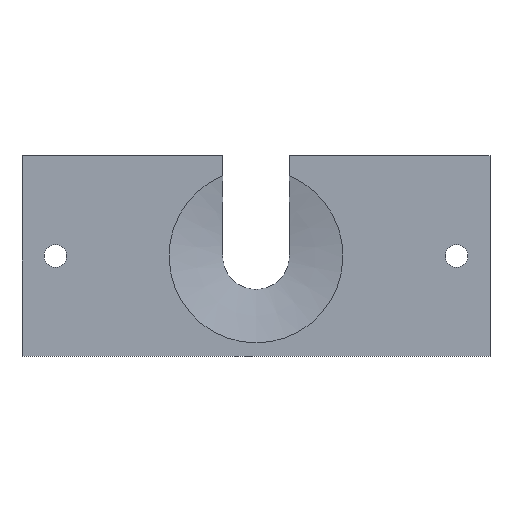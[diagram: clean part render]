
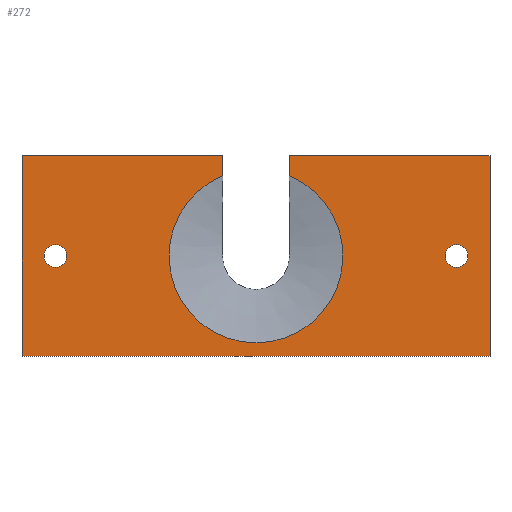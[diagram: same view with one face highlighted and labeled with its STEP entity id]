
A CAD part, top view. The second image highlights one B-rep face of the part: STEP entity #272.
In plain terms, the highlighted planar face has unit normal (0, 0, 1).
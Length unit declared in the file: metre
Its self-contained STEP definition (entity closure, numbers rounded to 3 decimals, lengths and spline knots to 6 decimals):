
#13=PLANE('',#304);
#29=LINE('',#432,#55);
#30=LINE('',#434,#56);
#31=LINE('',#436,#57);
#32=LINE('',#438,#58);
#33=LINE('',#440,#59);
#34=LINE('',#442,#60);
#35=LINE('',#444,#61);
#55=VECTOR('',#347,1.);
#56=VECTOR('',#348,1.);
#57=VECTOR('',#349,1.);
#58=VECTOR('',#350,1.);
#59=VECTOR('',#351,1.);
#60=VECTOR('',#352,1.);
#61=VECTOR('',#353,1.);
#89=ORIENTED_EDGE('',*,*,#161,.T.);
#90=ORIENTED_EDGE('',*,*,#162,.T.);
#91=ORIENTED_EDGE('',*,*,#163,.T.);
#92=ORIENTED_EDGE('',*,*,#155,.T.);
#93=ORIENTED_EDGE('',*,*,#164,.T.);
#94=ORIENTED_EDGE('',*,*,#165,.T.);
#95=ORIENTED_EDGE('',*,*,#166,.T.);
#96=ORIENTED_EDGE('',*,*,#167,.T.);
#97=ORIENTED_EDGE('',*,*,#168,.T.);
#98=ORIENTED_EDGE('',*,*,#169,.T.);
#155=EDGE_CURVE('',#192,#193,#216,.F.);
#161=EDGE_CURVE('',#196,#196,#218,.F.);
#162=EDGE_CURVE('',#197,#197,#219,.F.);
#163=EDGE_CURVE('',#198,#192,#29,.F.);
#164=EDGE_CURVE('',#193,#199,#30,.F.);
#165=EDGE_CURVE('',#199,#200,#31,.F.);
#166=EDGE_CURVE('',#200,#201,#32,.F.);
#167=EDGE_CURVE('',#201,#202,#33,.F.);
#168=EDGE_CURVE('',#202,#203,#34,.F.);
#169=EDGE_CURVE('',#203,#198,#35,.F.);
#192=VERTEX_POINT('',#409);
#193=VERTEX_POINT('',#410);
#196=VERTEX_POINT('',#429);
#197=VERTEX_POINT('',#431);
#198=VERTEX_POINT('',#433);
#199=VERTEX_POINT('',#435);
#200=VERTEX_POINT('',#437);
#201=VERTEX_POINT('',#439);
#202=VERTEX_POINT('',#441);
#203=VERTEX_POINT('',#443);
#216=CIRCLE('',#301,0.013);
#218=CIRCLE('',#305,0.0017);
#219=CIRCLE('',#306,0.0017);
#226=EDGE_LOOP('',(#89));
#227=EDGE_LOOP('',(#90));
#228=EDGE_LOOP('',(#91,#92,#93,#94,#95,#96,#97,#98));
#247=FACE_BOUND('',#226,.T.);
#248=FACE_BOUND('',#227,.T.);
#249=FACE_BOUND('',#228,.T.);
#272=ADVANCED_FACE('',(#247,#248,#249),#13,.T.);
#301=AXIS2_PLACEMENT_3D('',#408,#333,#334);
#304=AXIS2_PLACEMENT_3D('',#427,#341,#342);
#305=AXIS2_PLACEMENT_3D('',#428,#343,#344);
#306=AXIS2_PLACEMENT_3D('',#430,#345,#346);
#333=DIRECTION('',(0.,0.,1.));
#334=DIRECTION('',(0.,-1.,0.));
#341=DIRECTION('',(0.,0.,1.));
#342=DIRECTION('',(0.,-1.,0.));
#343=DIRECTION('',(0.,0.,1.));
#344=DIRECTION('',(0.,-1.,0.));
#345=DIRECTION('',(0.,0.,1.));
#346=DIRECTION('',(0.,-1.,0.));
#347=DIRECTION('',(0.,1.,0.));
#348=DIRECTION('',(0.,-1.,0.));
#349=DIRECTION('',(1.,0.,0.));
#350=DIRECTION('',(0.,1.,0.));
#351=DIRECTION('',(-1.,0.,0.));
#352=DIRECTION('',(0.,-1.,0.));
#353=DIRECTION('',(1.,0.,0.));
#408=CARTESIAN_POINT('',(0.,0.,0.002));
#409=CARTESIAN_POINT('',(0.005,0.012,0.002));
#410=CARTESIAN_POINT('',(-0.005,0.012,0.002));
#427=CARTESIAN_POINT('',(-0.035,-0.015,0.002));
#428=CARTESIAN_POINT('',(0.03,0.,0.002));
#429=CARTESIAN_POINT('',(0.03,-0.0017,0.002));
#430=CARTESIAN_POINT('',(-0.03,0.,0.002));
#431=CARTESIAN_POINT('',(-0.03,-0.0017,0.002));
#432=CARTESIAN_POINT('',(0.005,0.017,0.002));
#433=CARTESIAN_POINT('',(0.005,0.015,0.002));
#434=CARTESIAN_POINT('',(-0.005,0.,0.002));
#435=CARTESIAN_POINT('',(-0.005,0.015,0.002));
#436=CARTESIAN_POINT('',(-0.035,0.015,0.002));
#437=CARTESIAN_POINT('',(-0.035,0.015,0.002));
#438=CARTESIAN_POINT('',(-0.035,0.015,0.002));
#439=CARTESIAN_POINT('',(-0.035,-0.015,0.002));
#440=CARTESIAN_POINT('',(-0.035,-0.015,0.002));
#441=CARTESIAN_POINT('',(0.035,-0.015,0.002));
#442=CARTESIAN_POINT('',(0.035,0.015,0.002));
#443=CARTESIAN_POINT('',(0.035,0.015,0.002));
#444=CARTESIAN_POINT('',(-0.035,0.015,0.002));
